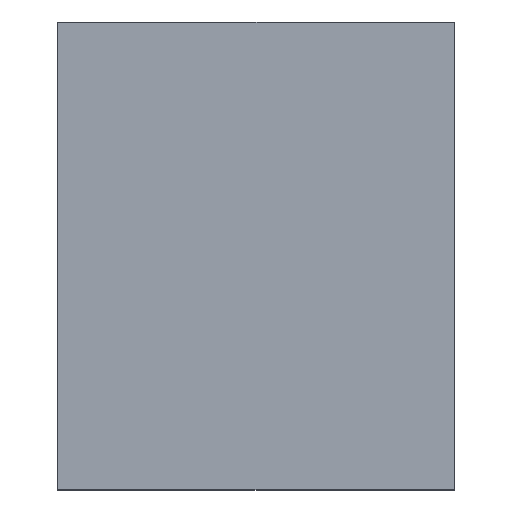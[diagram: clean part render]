
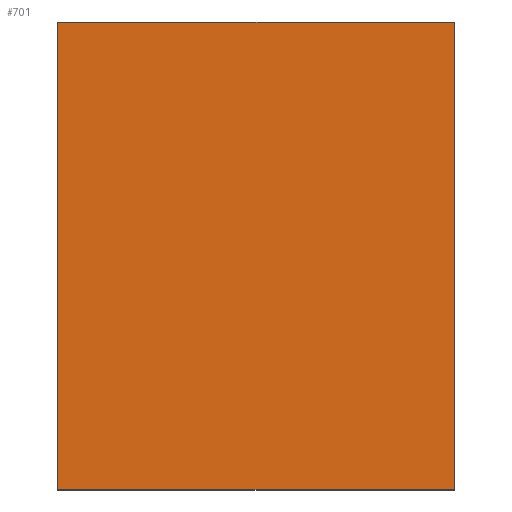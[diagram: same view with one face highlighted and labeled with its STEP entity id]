
A CAD part, top view. The second image highlights one B-rep face of the part: STEP entity #701.
In plain terms, the highlighted planar face has unit normal (0, 0, 1).
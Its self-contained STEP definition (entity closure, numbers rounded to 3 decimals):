
#90 = DIRECTION ( 'NONE',  ( 0., -1., 0. ) ) ;
#184 = FACE_OUTER_BOUND ( 'NONE', #616, .T. ) ;
#195 = LINE ( 'NONE', #691, #432 ) ;
#201 = ORIENTED_EDGE ( 'NONE', *, *, #1478, .T. ) ;
#231 = AXIS2_PLACEMENT_3D ( 'NONE', #885, #1198, #1571 ) ;
#432 = VECTOR ( 'NONE', #1752, 1000. ) ;
#471 = VERTEX_POINT ( 'NONE', #1584 ) ;
#505 = CARTESIAN_POINT ( 'NONE',  ( 3.9, 0., 7. ) ) ;
#591 = EDGE_CURVE ( 'NONE', #1144, #1028, #1835, .T. ) ;
#616 = EDGE_LOOP ( 'NONE', ( #1739, #201, #1018, #2176 ) ) ;
#640 = VECTOR ( 'NONE', #1479, 1000. ) ;
#676 = VECTOR ( 'NONE', #1052, 1000. ) ;
#691 = CARTESIAN_POINT ( 'NONE',  ( 3.9, 9.2, 7. ) ) ;
#701 = ADVANCED_FACE ( 'NONE', ( #184 ), #1009, .F. ) ;
#885 = CARTESIAN_POINT ( 'NONE',  ( 0., 0., 7. ) ) ;
#923 = VECTOR ( 'NONE', #90, 1000. ) ;
#1009 = PLANE ( 'NONE',  #231 ) ;
#1018 = ORIENTED_EDGE ( 'NONE', *, *, #2099, .T. ) ;
#1028 = VERTEX_POINT ( 'NONE', #2179 ) ;
#1052 = DIRECTION ( 'NONE',  ( -1., 0., 0. ) ) ;
#1143 = LINE ( 'NONE', #1532, #640 ) ;
#1144 = VERTEX_POINT ( 'NONE', #2063 ) ;
#1198 = DIRECTION ( 'NONE',  ( 0., 0., -1. ) ) ;
#1250 = EDGE_CURVE ( 'NONE', #471, #1144, #2092, .T. ) ;
#1406 = CARTESIAN_POINT ( 'NONE',  ( 3.9, 9.2, 7. ) ) ;
#1478 = EDGE_CURVE ( 'NONE', #1028, #1883, #1143, .T. ) ;
#1479 = DIRECTION ( 'NONE',  ( 1., 0., 0. ) ) ;
#1532 = CARTESIAN_POINT ( 'NONE',  ( 3.9, 0., 7. ) ) ;
#1571 = DIRECTION ( 'NONE',  ( -1., 0., 0. ) ) ;
#1584 = CARTESIAN_POINT ( 'NONE',  ( 3.9, 9.2, 7. ) ) ;
#1648 = CARTESIAN_POINT ( 'NONE',  ( -3.9, 9.2, 7. ) ) ;
#1739 = ORIENTED_EDGE ( 'NONE', *, *, #591, .T. ) ;
#1752 = DIRECTION ( 'NONE',  ( 0., 1., 0. ) ) ;
#1835 = LINE ( 'NONE', #1648, #923 ) ;
#1883 = VERTEX_POINT ( 'NONE', #505 ) ;
#2063 = CARTESIAN_POINT ( 'NONE',  ( -3.9, 9.2, 7. ) ) ;
#2092 = LINE ( 'NONE', #1406, #676 ) ;
#2099 = EDGE_CURVE ( 'NONE', #1883, #471, #195, .T. ) ;
#2176 = ORIENTED_EDGE ( 'NONE', *, *, #1250, .T. ) ;
#2179 = CARTESIAN_POINT ( 'NONE',  ( -3.9, 0., 7. ) ) ;
